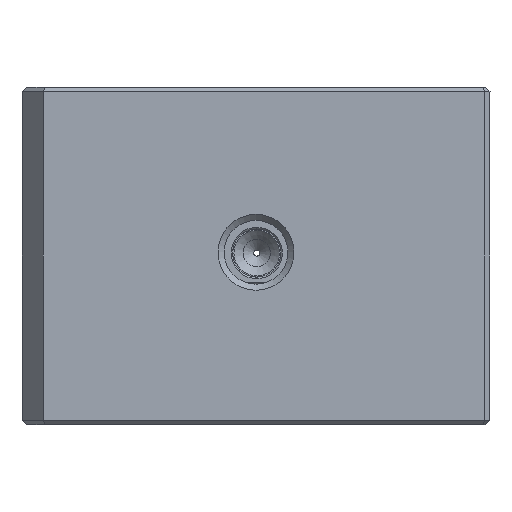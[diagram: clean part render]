
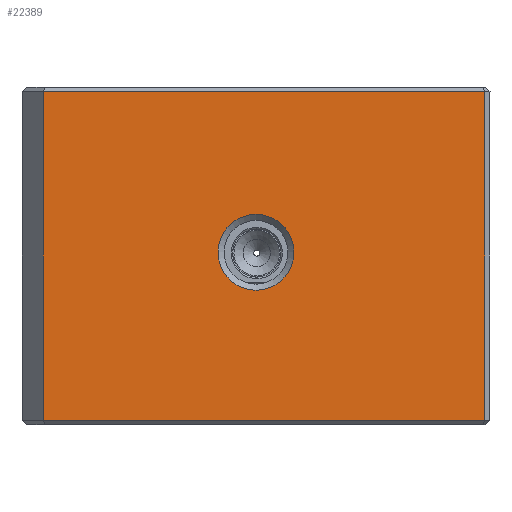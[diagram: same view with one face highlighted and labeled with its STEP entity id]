
A CAD part, front view. The second image highlights one B-rep face of the part: STEP entity #22389.
In plain terms, the highlighted planar face has unit normal (0, -1, 0).
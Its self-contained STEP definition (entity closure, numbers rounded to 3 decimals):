
#310=FACE_BOUND('',#7765,.T.);
#848=PLANE('',#24822);
#2939=LINE('',#52278,#4784);
#2958=LINE('',#52320,#4803);
#2963=LINE('',#52340,#4808);
#2965=LINE('',#52344,#4810);
#4784=VECTOR('',#31216,21.59);
#4803=VECTOR('',#31265,29.044);
#4808=VECTOR('',#31288,21.59);
#4810=VECTOR('',#31294,29.044);
#6390=FACE_OUTER_BOUND('',#7764,.T.);
#7764=EDGE_LOOP('',(#20618,#20619,#20620,#20621));
#7765=EDGE_LOOP('',(#20622));
#8810=CIRCLE('',#24804,2.5);
#10921=VERTEX_POINT('',#52276);
#10922=VERTEX_POINT('',#52277);
#10928=VERTEX_POINT('',#52300);
#10930=VERTEX_POINT('',#52315);
#10934=VERTEX_POINT('',#52330);
#14147=EDGE_CURVE('',#10921,#10922,#2939,.T.);
#14160=EDGE_CURVE('',#10928,#10928,#8810,.T.);
#14169=EDGE_CURVE('',#10922,#10930,#2958,.T.);
#14179=EDGE_CURVE('',#10934,#10930,#2963,.T.);
#14181=EDGE_CURVE('',#10934,#10921,#2965,.T.);
#20618=ORIENTED_EDGE('',*,*,#14169,.T.);
#20619=ORIENTED_EDGE('',*,*,#14179,.F.);
#20620=ORIENTED_EDGE('',*,*,#14181,.T.);
#20621=ORIENTED_EDGE('',*,*,#14147,.T.);
#20622=ORIENTED_EDGE('',*,*,#14160,.T.);
#22389=ADVANCED_FACE('',(#6390,#310),#848,.F.);
#24804=AXIS2_PLACEMENT_3D('',#52302,#31241,#31242);
#24822=AXIS2_PLACEMENT_3D('',#52343,#31292,#31293);
#31216=DIRECTION('',(0.,0.,-1.));
#31241=DIRECTION('center_axis',(0.,1.,0.));
#31242=DIRECTION('ref_axis',(0.,0.,
1.));
#31265=DIRECTION('',(1.,0.,0.));
#31288=DIRECTION('',(0.,0.,-1.));
#31292=DIRECTION('center_axis',(0.,1.,0.));
#31293=DIRECTION('ref_axis',(1.,0.,0.));
#31294=DIRECTION('',(-1.,0.,0.));
#52276=CARTESIAN_POINT('',(-13.017,-16.606,21.89));
#52277=CARTESIAN_POINT('',(-13.017,-16.606,0.3));
#52278=CARTESIAN_POINT('',(-13.017,-16.606,21.89));
#52300=CARTESIAN_POINT('',(0.983,-16.606,8.84));
#52302=CARTESIAN_POINT('Origin',(0.983,-16.606,11.34));
#52315=CARTESIAN_POINT('',(16.027,-16.606,0.3));
#52320=CARTESIAN_POINT('',(-13.017,-16.606,0.3));
#52330=CARTESIAN_POINT('',(16.027,-16.606,21.89));
#52340=CARTESIAN_POINT('',(16.027,-16.606,21.89));
#52343=CARTESIAN_POINT('Origin',(-13.017,-16.606,55.718));
#52344=CARTESIAN_POINT('',(16.027,-16.606,21.89));
